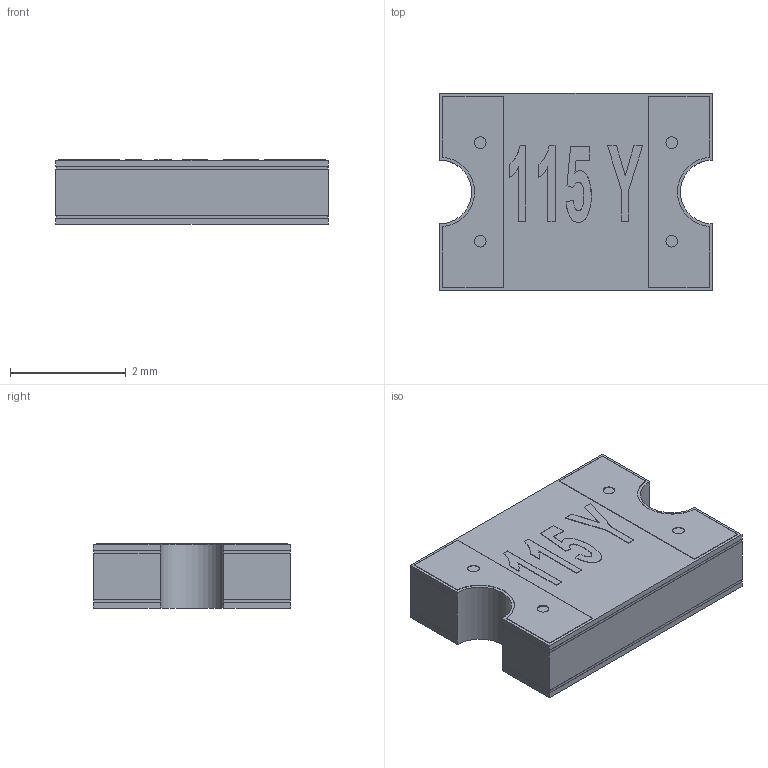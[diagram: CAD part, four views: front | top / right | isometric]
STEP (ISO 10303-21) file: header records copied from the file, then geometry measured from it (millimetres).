
FILE_DESCRIPTION(/* description */ (''),/* implementation_level */ '2;1');
FILE_NAME(/* name */ 'smd1812.stp',/* time_stamp */ '2021-02-15T21:52:01+03:00',/* author */ ('Partokus'),/* organization */ (''),/* preprocessor_version */ 'ST-DEVELOPER v18.1',/* originating_system */ 'Autodesk Inventor 2021',/* authorisation */ '');
FILE_SCHEMA (('AUTOMOTIVE_DESIGN { 1 0 10303 214 3 1 1 }'));
Length unit declared in the file: millimetre
Products named in the file (1): smd1812
Bounding box: 4.7 x 3.4 x 1.11 mm (x, y, z)
Volume: 16.6 mm3; surface area: 49.9 mm2
Topology: 1 solids, 1 shells, 113 faces, 305 edges, 204 vertices
Faces by surface type: plane 92, bspline 13, cylinder 8
Full cylindrical faces by diameter (mm): 0.2 x4
Entity records: 3658 total; most frequent: CARTESIAN_POINT 768, ORIENTED_EDGE 610, DIRECTION 513, EDGE_CURVE 305, LINE 247, VECTOR 247, VERTEX_POINT 204, AXIS2_PLACEMENT_3D 133
